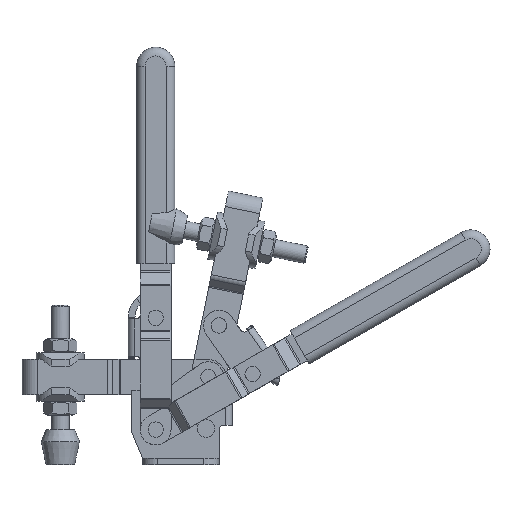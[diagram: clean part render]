
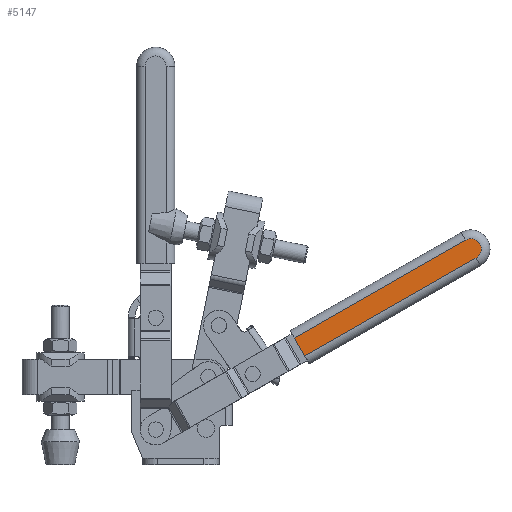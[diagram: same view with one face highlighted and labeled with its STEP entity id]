
A CAD part, top view. The second image highlights one B-rep face of the part: STEP entity #5147.
In plain terms, the highlighted planar face has unit normal (0, 0, 1).
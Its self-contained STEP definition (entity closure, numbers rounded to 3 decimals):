
#4815=CARTESIAN_POINT('',(74.088,49.536,5.));
#4816=VERTEX_POINT('',#4815);
#4834=CARTESIAN_POINT('',(152.179,94.277,5.));
#4835=VERTEX_POINT('',#4834);
#4843=CARTESIAN_POINT('',(152.179,94.277,5.));
#4844=DIRECTION('',(-0.868,-0.497,0.0));
#4845=VECTOR('',#4844,90.);
#4846=LINE('',#4843,#4845);
#4847=EDGE_CURVE('',#4835,#4816,#4846,.T.);
#4994=CARTESIAN_POINT('',(69.365,57.779,5.));
#4995=VERTEX_POINT('',#4994);
#5003=CARTESIAN_POINT('',(147.457,102.52,5.));
#5004=VERTEX_POINT('',#5003);
#5005=CARTESIAN_POINT('',(147.457,102.52,5.));
#5006=DIRECTION('',(-0.868,-0.497,0.0));
#5007=VECTOR('',#5006,90.);
#5008=LINE('',#5005,#5007);
#5009=EDGE_CURVE('',#5004,#4995,#5008,.T.);
#5028=CARTESIAN_POINT('',(69.365,57.779,5.));
#5029=DIRECTION('',(0.497,-0.868,0.));
#5030=VECTOR('',#5029,9.5);
#5031=LINE('',#5028,#5030);
#5032=EDGE_CURVE('',#4995,#4816,#5031,.T.);
#5130=CARTESIAN_POINT('',(148.637,100.459,5.));
#5131=DIRECTION('',(0.0,0.0,1.0));
#5132=DIRECTION('',(0.868,0.497,0.0));
#5133=AXIS2_PLACEMENT_3D('',#5130,#5131,#5132);
#5134=PLANE('',#5133);
#5135=CARTESIAN_POINT('',(149.818,98.398,5.));
#5136=DIRECTION('',(0.,0.,-1.));
#5137=DIRECTION('',(-0.497,0.868,0.));
#5138=AXIS2_PLACEMENT_3D('',#5135,#5136,#5137);
#5139=CIRCLE('',#5138,4.75);
#5140=EDGE_CURVE('',#5004,#4835,#5139,.T.);
#5141=ORIENTED_EDGE('',*,*,#5140,.F.);
#5142=ORIENTED_EDGE('',*,*,#5009,.T.);
#5143=ORIENTED_EDGE('',*,*,#5032,.T.);
#5144=ORIENTED_EDGE('',*,*,#4847,.F.);
#5145=EDGE_LOOP('',(#5141,#5142,#5143,#5144));
#5146=FACE_OUTER_BOUND('',#5145,.T.);
#5147=ADVANCED_FACE('',(#5146),#5134,.T.);
